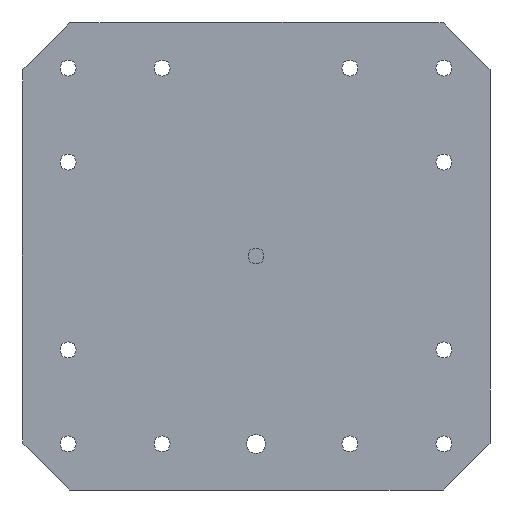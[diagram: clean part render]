
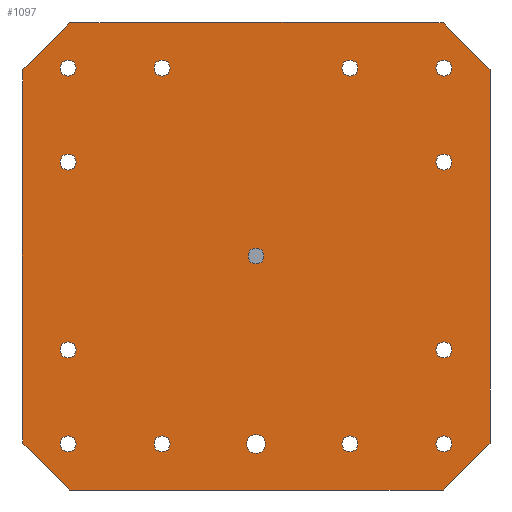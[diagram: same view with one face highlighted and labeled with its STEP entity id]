
A CAD part, front view. The second image highlights one B-rep face of the part: STEP entity #1097.
In plain terms, the highlighted planar face has unit normal (0, -1, 0).
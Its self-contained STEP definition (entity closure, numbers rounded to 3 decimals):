
#77=LINE('',#1745,#135);
#79=LINE('',#1749,#137);
#81=LINE('',#1753,#139);
#83=LINE('',#1757,#141);
#85=LINE('',#1761,#143);
#87=LINE('',#1765,#145);
#89=LINE('',#1769,#147);
#92=LINE('',#1779,#150);
#95=LINE('',#1787,#153);
#97=LINE('',#1791,#155);
#99=LINE('',#1795,#157);
#102=LINE('',#1807,#160);
#135=VECTOR('',#1378,1000.);
#137=VECTOR('',#1382,1000.);
#139=VECTOR('',#1386,1000.);
#141=VECTOR('',#1390,1000.);
#143=VECTOR('',#1394,1000.);
#145=VECTOR('',#1398,1000.);
#147=VECTOR('',#1402,1000.);
#150=VECTOR('',#1413,1000.);
#153=VECTOR('',#1422,1000.);
#155=VECTOR('',#1426,1000.);
#157=VECTOR('',#1430,1000.);
#160=VECTOR('',#1443,1000.);
#275=ORIENTED_EDGE('',*,*,#501,.T.);
#276=ORIENTED_EDGE('',*,*,#502,.F.);
#277=ORIENTED_EDGE('',*,*,#503,.F.);
#278=ORIENTED_EDGE('',*,*,#504,.F.);
#279=ORIENTED_EDGE('',*,*,#505,.F.);
#280=ORIENTED_EDGE('',*,*,#506,.F.);
#281=ORIENTED_EDGE('',*,*,#507,.F.);
#282=ORIENTED_EDGE('',*,*,#508,.F.);
#283=ORIENTED_EDGE('',*,*,#509,.F.);
#284=ORIENTED_EDGE('',*,*,#510,.F.);
#285=ORIENTED_EDGE('',*,*,#511,.F.);
#286=ORIENTED_EDGE('',*,*,#512,.F.);
#287=ORIENTED_EDGE('',*,*,#513,.F.);
#288=ORIENTED_EDGE('',*,*,#514,.F.);
#289=ORIENTED_EDGE('',*,*,#466,.T.);
#290=ORIENTED_EDGE('',*,*,#469,.F.);
#291=ORIENTED_EDGE('',*,*,#471,.F.);
#292=ORIENTED_EDGE('',*,*,#473,.F.);
#293=ORIENTED_EDGE('',*,*,#475,.F.);
#294=ORIENTED_EDGE('',*,*,#477,.F.);
#295=ORIENTED_EDGE('',*,*,#479,.F.);
#296=ORIENTED_EDGE('',*,*,#481,.F.);
#297=ORIENTED_EDGE('',*,*,#483,.T.);
#298=ORIENTED_EDGE('',*,*,#486,.F.);
#299=ORIENTED_EDGE('',*,*,#488,.T.);
#300=ORIENTED_EDGE('',*,*,#490,.F.);
#301=ORIENTED_EDGE('',*,*,#492,.F.);
#302=ORIENTED_EDGE('',*,*,#494,.F.);
#303=ORIENTED_EDGE('',*,*,#496,.T.);
#304=ORIENTED_EDGE('',*,*,#500,.F.);
#466=EDGE_CURVE('',#595,#596,#684,.T.);
#469=EDGE_CURVE('',#597,#596,#77,.T.);
#471=EDGE_CURVE('',#598,#597,#79,.T.);
#473=EDGE_CURVE('',#599,#598,#81,.T.);
#475=EDGE_CURVE('',#600,#599,#83,.T.);
#477=EDGE_CURVE('',#601,#600,#85,.T.);
#479=EDGE_CURVE('',#602,#601,#87,.T.);
#481=EDGE_CURVE('',#603,#602,#89,.T.);
#483=EDGE_CURVE('',#603,#604,#685,.T.);
#486=EDGE_CURVE('',#606,#604,#92,.T.);
#488=EDGE_CURVE('',#606,#607,#687,.T.);
#490=EDGE_CURVE('',#608,#607,#95,.T.);
#492=EDGE_CURVE('',#609,#608,#97,.T.);
#494=EDGE_CURVE('',#610,#609,#99,.T.);
#496=EDGE_CURVE('',#610,#611,#688,.T.);
#500=EDGE_CURVE('',#595,#611,#102,.T.);
#501=EDGE_CURVE('',#614,#614,#691,.T.);
#502=EDGE_CURVE('',#615,#615,#692,.T.);
#503=EDGE_CURVE('',#616,#616,#693,.T.);
#504=EDGE_CURVE('',#617,#617,#694,.T.);
#505=EDGE_CURVE('',#618,#618,#695,.T.);
#506=EDGE_CURVE('',#619,#619,#696,.T.);
#507=EDGE_CURVE('',#620,#620,#697,.T.);
#508=EDGE_CURVE('',#621,#621,#698,.T.);
#509=EDGE_CURVE('',#622,#622,#699,.T.);
#510=EDGE_CURVE('',#623,#623,#700,.T.);
#511=EDGE_CURVE('',#624,#624,#701,.T.);
#512=EDGE_CURVE('',#625,#625,#702,.T.);
#513=EDGE_CURVE('',#626,#626,#703,.T.);
#514=EDGE_CURVE('',#627,#627,#704,.T.);
#595=VERTEX_POINT('',#1740);
#596=VERTEX_POINT('',#1741);
#597=VERTEX_POINT('',#1746);
#598=VERTEX_POINT('',#1750);
#599=VERTEX_POINT('',#1754);
#600=VERTEX_POINT('',#1758);
#601=VERTEX_POINT('',#1762);
#602=VERTEX_POINT('',#1766);
#603=VERTEX_POINT('',#1770);
#604=VERTEX_POINT('',#1774);
#606=VERTEX_POINT('',#1780);
#607=VERTEX_POINT('',#1784);
#608=VERTEX_POINT('',#1788);
#609=VERTEX_POINT('',#1792);
#610=VERTEX_POINT('',#1796);
#611=VERTEX_POINT('',#1800);
#614=VERTEX_POINT('',#1810);
#615=VERTEX_POINT('',#1812);
#616=VERTEX_POINT('',#1814);
#617=VERTEX_POINT('',#1816);
#618=VERTEX_POINT('',#1818);
#619=VERTEX_POINT('',#1820);
#620=VERTEX_POINT('',#1822);
#621=VERTEX_POINT('',#1824);
#622=VERTEX_POINT('',#1826);
#623=VERTEX_POINT('',#1828);
#624=VERTEX_POINT('',#1830);
#625=VERTEX_POINT('',#1832);
#626=VERTEX_POINT('',#1834);
#627=VERTEX_POINT('',#1836);
#684=CIRCLE('',#1187,25.);
#685=CIRCLE('',#1196,25.);
#687=CIRCLE('',#1200,25.);
#688=CIRCLE('',#1205,25.);
#691=CIRCLE('',#1210,10.);
#692=CIRCLE('',#1211,8.5);
#693=CIRCLE('',#1212,8.5);
#694=CIRCLE('',#1213,8.5);
#695=CIRCLE('',#1214,8.5);
#696=CIRCLE('',#1215,8.5);
#697=CIRCLE('',#1216,8.5);
#698=CIRCLE('',#1217,8.5);
#699=CIRCLE('',#1218,8.5);
#700=CIRCLE('',#1219,8.5);
#701=CIRCLE('',#1220,8.5);
#702=CIRCLE('',#1221,8.5);
#703=CIRCLE('',#1222,8.5);
#704=CIRCLE('',#1223,8.5);
#772=EDGE_LOOP('',(#275));
#773=EDGE_LOOP('',(#276));
#774=EDGE_LOOP('',(#277));
#775=EDGE_LOOP('',(#278));
#776=EDGE_LOOP('',(#279));
#777=EDGE_LOOP('',(#280));
#778=EDGE_LOOP('',(#281));
#779=EDGE_LOOP('',(#282));
#780=EDGE_LOOP('',(#283));
#781=EDGE_LOOP('',(#284));
#782=EDGE_LOOP('',(#285));
#783=EDGE_LOOP('',(#286));
#784=EDGE_LOOP('',(#287));
#785=EDGE_LOOP('',(#288));
#786=EDGE_LOOP('',(#289,#290,#291,#292,#293,#294,#295,#296,#297,#298,#299,
#300,#301,#302,#303,#304));
#924=FACE_BOUND('',#772,.T.);
#925=FACE_BOUND('',#773,.T.);
#926=FACE_BOUND('',#774,.T.);
#927=FACE_BOUND('',#775,.T.);
#928=FACE_BOUND('',#776,.T.);
#929=FACE_BOUND('',#777,.T.);
#930=FACE_BOUND('',#778,.T.);
#931=FACE_BOUND('',#779,.T.);
#932=FACE_BOUND('',#780,.T.);
#933=FACE_BOUND('',#781,.T.);
#934=FACE_BOUND('',#782,.T.);
#935=FACE_BOUND('',#783,.T.);
#936=FACE_BOUND('',#784,.T.);
#937=FACE_BOUND('',#785,.T.);
#938=FACE_BOUND('',#786,.T.);
#1055=PLANE('',#1209);
#1097=ADVANCED_FACE('',(#924,#925,#926,#927,#928,#929,#930,#931,#932,#933,
#934,#935,#936,#937,#938),#1055,.F.);
#1187=AXIS2_PLACEMENT_3D('',#1739,#1372,#1373);
#1196=AXIS2_PLACEMENT_3D('',#1773,#1406,#1407);
#1200=AXIS2_PLACEMENT_3D('',#1783,#1417,#1418);
#1205=AXIS2_PLACEMENT_3D('',#1799,#1434,#1435);
#1209=AXIS2_PLACEMENT_3D('',#1808,#1444,#1445);
#1210=AXIS2_PLACEMENT_3D('',#1809,#1446,#1447);
#1211=AXIS2_PLACEMENT_3D('',#1811,#1448,#1449);
#1212=AXIS2_PLACEMENT_3D('',#1813,#1450,#1451);
#1213=AXIS2_PLACEMENT_3D('',#1815,#1452,#1453);
#1214=AXIS2_PLACEMENT_3D('',#1817,#1454,#1455);
#1215=AXIS2_PLACEMENT_3D('',#1819,#1456,#1457);
#1216=AXIS2_PLACEMENT_3D('',#1821,#1458,#1459);
#1217=AXIS2_PLACEMENT_3D('',#1823,#1460,#1461);
#1218=AXIS2_PLACEMENT_3D('',#1825,#1462,#1463);
#1219=AXIS2_PLACEMENT_3D('',#1827,#1464,#1465);
#1220=AXIS2_PLACEMENT_3D('',#1829,#1466,#1467);
#1221=AXIS2_PLACEMENT_3D('',#1831,#1468,#1469);
#1222=AXIS2_PLACEMENT_3D('',#1833,#1470,#1471);
#1223=AXIS2_PLACEMENT_3D('',#1835,#1472,#1473);
#1372=DIRECTION('',(0.,1.,0.));
#1373=DIRECTION('',(1.,0.,0.));
#1378=DIRECTION('',(0.,0.,1.));
#1382=DIRECTION('',(-0.707,0.,0.707));
#1386=DIRECTION('',(-1.,0.,0.));
#1390=DIRECTION('',(-0.707,0.,-0.707));
#1394=DIRECTION('',(0.,0.,-1.));
#1398=DIRECTION('',(0.707,0.,-0.707));
#1402=DIRECTION('',(1.,0.,0.));
#1406=DIRECTION('',(0.,1.,0.));
#1407=DIRECTION('',(1.,0.,0.));
#1413=DIRECTION('',(1.,0.,0.));
#1417=DIRECTION('',(0.,1.,0.));
#1418=DIRECTION('',(1.,0.,0.));
#1422=DIRECTION('',(1.,0.,0.));
#1426=DIRECTION('',(0.707,0.,0.707));
#1430=DIRECTION('',(0.,0.,1.));
#1434=DIRECTION('',(0.,1.,0.));
#1435=DIRECTION('',(1.,0.,0.));
#1443=DIRECTION('',(0.,0.,1.));
#1444=DIRECTION('',(0.,1.,0.));
#1445=DIRECTION('',(0.,0.,1.));
#1446=DIRECTION('',(0.,1.,0.));
#1447=DIRECTION('',(1.,0.,0.));
#1448=DIRECTION('',(0.,-1.,0.));
#1449=DIRECTION('',(0.,0.,-1.));
#1450=DIRECTION('',(0.,-1.,0.));
#1451=DIRECTION('',(0.,0.,-1.));
#1452=DIRECTION('',(0.,-1.,0.));
#1453=DIRECTION('',(0.,0.,-1.));
#1454=DIRECTION('',(0.,-1.,0.));
#1455=DIRECTION('',(0.,0.,-1.));
#1456=DIRECTION('',(0.,-1.,0.));
#1457=DIRECTION('',(0.,0.,-1.));
#1458=DIRECTION('',(0.,-1.,0.));
#1459=DIRECTION('',(0.,0.,-1.));
#1460=DIRECTION('',(0.,-1.,0.));
#1461=DIRECTION('',(0.,0.,-1.));
#1462=DIRECTION('',(0.,-1.,0.));
#1463=DIRECTION('',(0.,0.,-1.));
#1464=DIRECTION('',(0.,-1.,0.));
#1465=DIRECTION('',(0.,0.,-1.));
#1466=DIRECTION('',(0.,-1.,0.));
#1467=DIRECTION('',(0.,0.,-1.));
#1468=DIRECTION('',(0.,-1.,0.));
#1469=DIRECTION('',(0.,0.,-1.));
#1470=DIRECTION('',(0.,-1.,0.));
#1471=DIRECTION('',(0.,0.,-1.));
#1472=DIRECTION('',(0.,-1.,0.));
#1473=DIRECTION('',(0.,0.,-1.));
#1739=CARTESIAN_POINT('',(-273.,0.,-134.79));
#1740=CARTESIAN_POINT('',(-249.,0.,-127.79));
#1741=CARTESIAN_POINT('',(-248.,0.,-134.79));
#1745=CARTESIAN_POINT('',(-248.,0.,-199.));
#1746=CARTESIAN_POINT('',(-248.,0.,-199.));
#1749=CARTESIAN_POINT('',(-198.,0.,-249.));
#1750=CARTESIAN_POINT('',(-198.,0.,-249.));
#1753=CARTESIAN_POINT('',(199.,0.,-249.));
#1754=CARTESIAN_POINT('',(199.,0.,-249.));
#1757=CARTESIAN_POINT('',(249.,0.,-199.));
#1758=CARTESIAN_POINT('',(249.,0.,-199.));
#1761=CARTESIAN_POINT('',(249.,0.,198.));
#1762=CARTESIAN_POINT('',(249.,0.,198.));
#1765=CARTESIAN_POINT('',(199.,0.,248.));
#1766=CARTESIAN_POINT('',(199.,0.,248.));
#1769=CARTESIAN_POINT('',(84.79,0.,248.));
#1770=CARTESIAN_POINT('',(84.79,0.,248.));
#1773=CARTESIAN_POINT('',(84.79,0.,273.));
#1774=CARTESIAN_POINT('',(77.79,0.,249.));
#1779=CARTESIAN_POINT('',(-27.79,0.,249.));
#1780=CARTESIAN_POINT('',(-27.79,0.,249.));
#1783=CARTESIAN_POINT('',(-34.79,0.,273.));
#1784=CARTESIAN_POINT('',(-34.79,0.,248.));
#1787=CARTESIAN_POINT('',(-198.,0.,248.));
#1788=CARTESIAN_POINT('',(-198.,0.,248.));
#1791=CARTESIAN_POINT('',(-248.,0.,198.));
#1792=CARTESIAN_POINT('',(-248.,0.,198.));
#1795=CARTESIAN_POINT('',(-248.,0.,134.79));
#1796=CARTESIAN_POINT('',(-248.,0.,134.79));
#1799=CARTESIAN_POINT('',(-273.,0.,134.79));
#1800=CARTESIAN_POINT('',(-249.,0.,127.79));
#1807=CARTESIAN_POINT('',(-249.,0.,-127.79));
#1808=CARTESIAN_POINT('',(-273.,0.,-134.79));
#1809=CARTESIAN_POINT('',(0.,0.,-200.));
#1810=CARTESIAN_POINT('',(10.,0.,-200.));
#1811=CARTESIAN_POINT('',(200.,0.,200.));
#1812=CARTESIAN_POINT('',(200.,0.,191.5));
#1813=CARTESIAN_POINT('',(-200.,0.,-200.));
#1814=CARTESIAN_POINT('',(-200.,0.,-208.5));
#1815=CARTESIAN_POINT('',(-200.,0.,-100.));
#1816=CARTESIAN_POINT('',(-200.,0.,-108.5));
#1817=CARTESIAN_POINT('',(-100.,0.,-200.));
#1818=CARTESIAN_POINT('',(-100.,0.,-208.5));
#1819=CARTESIAN_POINT('',(-200.,0.,100.));
#1820=CARTESIAN_POINT('',(-200.,0.,91.5));
#1821=CARTESIAN_POINT('',(-100.,0.,200.));
#1822=CARTESIAN_POINT('',(-100.,0.,191.5));
#1823=CARTESIAN_POINT('',(-200.,0.,200.));
#1824=CARTESIAN_POINT('',(-200.,0.,191.5));
#1825=CARTESIAN_POINT('',(100.,0.,200.));
#1826=CARTESIAN_POINT('',(100.,0.,191.5));
#1827=CARTESIAN_POINT('',(200.,0.,-200.));
#1828=CARTESIAN_POINT('',(200.,0.,-208.5));
#1829=CARTESIAN_POINT('',(200.,0.,-100.));
#1830=CARTESIAN_POINT('',(200.,0.,-108.5));
#1831=CARTESIAN_POINT('',(100.,0.,-200.));
#1832=CARTESIAN_POINT('',(100.,0.,-208.5));
#1833=CARTESIAN_POINT('',(0.,0.,0.));
#1834=CARTESIAN_POINT('',(0.,0.,-8.5));
#1835=CARTESIAN_POINT('',(200.,0.,100.));
#1836=CARTESIAN_POINT('',(200.,0.,91.5));
